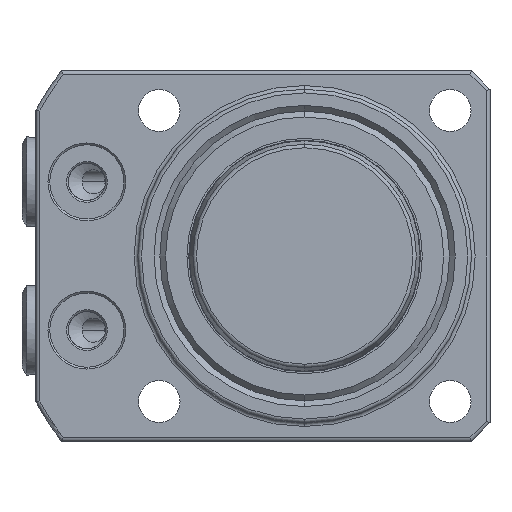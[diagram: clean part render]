
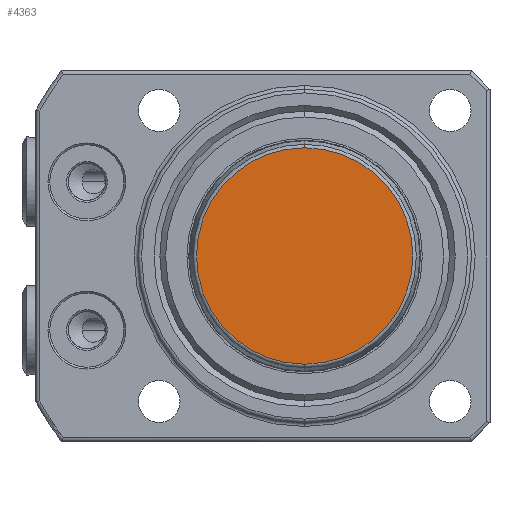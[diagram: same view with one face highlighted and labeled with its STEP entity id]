
A CAD part, front view. The second image highlights one B-rep face of the part: STEP entity #4363.
In plain terms, the highlighted planar face has unit normal (0, -1, 0).
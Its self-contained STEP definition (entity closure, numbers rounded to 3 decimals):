
#737 = EDGE_LOOP ( 'NONE', ( #4578, #4576 ) ) ;
#1978 = CARTESIAN_POINT ( 'NONE',  ( 0., 0., -11.674 ) ) ;
#1979 = CARTESIAN_POINT ( 'NONE',  ( 0., 0., 11.674 ) ) ;
#2868 = PLANE ( 'NONE',  #3859 ) ;
#2869 = CARTESIAN_POINT ( 'NONE',  ( 0., 0., 0. ) ) ;
#2870 = DIRECTION ( 'NONE',  ( 0., 1., 0. ) ) ;
#2871 = DIRECTION ( 'NONE',  ( 0., 0., 1. ) ) ;
#3222 = AXIS2_PLACEMENT_3D ( 'NONE', #4109, #4110, #4111 ) ;
#3243 = AXIS2_PLACEMENT_3D ( 'NONE', #4124, #4134, #4135 ) ;
#3512 = FACE_OUTER_BOUND ( 'NONE', #737, .T. ) ;
#3859 = AXIS2_PLACEMENT_3D ( 'NONE', #2869, #2870, #2871 ) ;
#4109 = CARTESIAN_POINT ( 'NONE',  ( 0., 0., 0. ) ) ;
#4110 = DIRECTION ( 'NONE',  ( 0., -1., 0. ) ) ;
#4111 = DIRECTION ( 'NONE',  ( 0., 0., 1. ) ) ;
#4124 = CARTESIAN_POINT ( 'NONE',  ( 0., 0., 0. ) ) ;
#4134 = DIRECTION ( 'NONE',  ( 0., -1., 0. ) ) ;
#4135 = DIRECTION ( 'NONE',  ( 0., 0., 1. ) ) ;
#4264 = EDGE_CURVE ( 'NONE', #5372, #5373, #4937, .T. ) ;
#4272 = EDGE_CURVE ( 'NONE', #5373, #5372, #4933, .T. ) ;
#4363 = ADVANCED_FACE ( 'NONE', ( #3512 ), #2868, .F. ) ;
#4576 = ORIENTED_EDGE ( 'NONE', *, *, #4264, .T. ) ;
#4578 = ORIENTED_EDGE ( 'NONE', *, *, #4272, .T. ) ;
#4933 = CIRCLE ( 'NONE', #3243, 11.674 ) ;
#4937 = CIRCLE ( 'NONE', #3222, 11.674 ) ;
#5372 = VERTEX_POINT ( 'NONE', #1978 ) ;
#5373 = VERTEX_POINT ( 'NONE', #1979 ) ;
